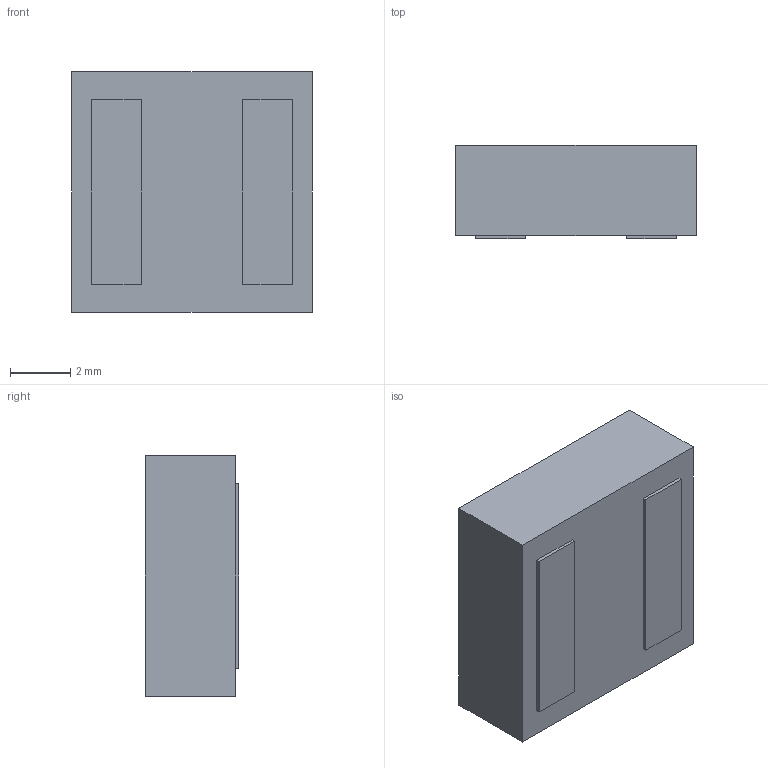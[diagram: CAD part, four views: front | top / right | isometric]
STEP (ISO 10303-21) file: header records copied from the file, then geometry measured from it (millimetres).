
FILE_DESCRIPTION (( 'STEP AP214' ), '1' );
FILE_NAME ('Coilcraft-XAL7030-332-DEFAULT.STEP', '2011-06-17T15:54:50', ( 'SysAdmin' ), ( 'SolidWorks' ), 'SwSTEP 2.0', 'SolidWorks 2011', '' );
FILE_SCHEMA (( 'AUTOMOTIVE_DESIGN' ));
Length unit declared in the file: millimetre
Products named in the file (1): Coilcraft-XAL7030-332-DEFAULT
Bounding box: 8 x 3.1 x 8 mm (x, y, z)
Volume: 194 mm3; surface area: 227.2 mm2
Topology: 1 solids, 1 shells, 83 faces, 182 edges, 108 vertices
Faces by surface type: bspline 46, plane 37
Entity records: 5163 total; most frequent: CARTESIAN_POINT 2736, ORIENTED_EDGE 364, EDGE_CURVE 182, DIRECTION 166, VERTEX_POINT 108, B_SPLINE_CURVE_WITH_KNOTS 92, LINE 90, VECTOR 90
